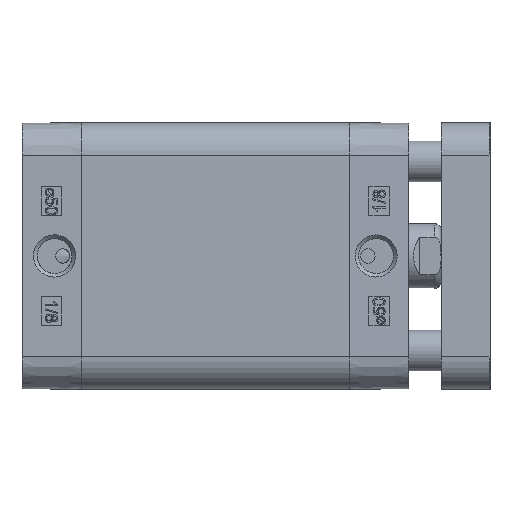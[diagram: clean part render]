
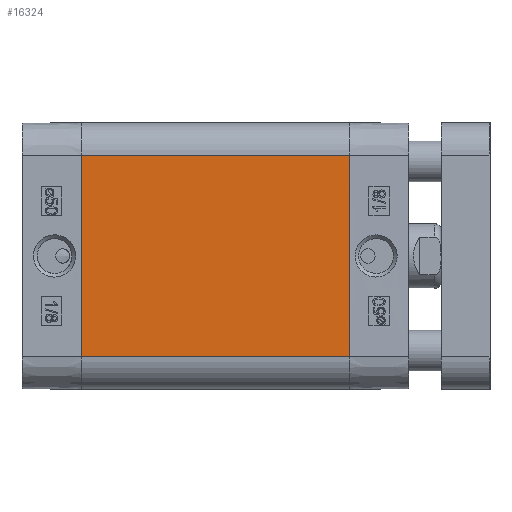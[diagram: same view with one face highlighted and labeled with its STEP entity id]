
A CAD part, left-side view. The second image highlights one B-rep face of the part: STEP entity #16324.
In plain terms, the highlighted planar face has unit normal (-1, 0, 0).
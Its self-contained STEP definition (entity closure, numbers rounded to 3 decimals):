
#12350=CARTESIAN_POINT('',(-32.75,-66.0,24.75));
#12351=VERTEX_POINT('',#12350);
#12358=CARTESIAN_POINT('',(-32.75,-66.0,-24.75));
#12359=VERTEX_POINT('',#12358);
#12360=CARTESIAN_POINT('',(-32.75,-66.0,-24.75));
#12361=DIRECTION('',(0.0,0.0,1.0));
#12362=VECTOR('',#12361,49.5);
#12363=LINE('',#12360,#12362);
#12364=EDGE_CURVE('',#12359,#12351,#12363,.T.);
#16282=CARTESIAN_POINT('',(-32.75,0.0,-24.75));
#16283=VERTEX_POINT('',#16282);
#16284=CARTESIAN_POINT('',(-32.75,0.0,-24.75));
#16285=DIRECTION('',(0.0,-1.0,0.0));
#16286=VECTOR('',#16285,66.0);
#16287=LINE('',#16284,#16286);
#16288=EDGE_CURVE('',#16283,#12359,#16287,.T.);
#16301=CARTESIAN_POINT('',(-32.75,0.0,-24.75));
#16302=DIRECTION('',(-1.0,0.0,0.0));
#16303=DIRECTION('',(0.0,0.0,1.0));
#16304=AXIS2_PLACEMENT_3D('',#16301,#16302,#16303);
#16305=PLANE('',#16304);
#16306=ORIENTED_EDGE('',*,*,#12364,.T.);
#16307=CARTESIAN_POINT('',(-32.75,0.0,24.75));
#16308=VERTEX_POINT('',#16307);
#16309=CARTESIAN_POINT('',(-32.75,0.0,24.75));
#16310=DIRECTION('',(0.0,-1.0,0.0));
#16311=VECTOR('',#16310,66.0);
#16312=LINE('',#16309,#16311);
#16313=EDGE_CURVE('',#16308,#12351,#16312,.T.);
#16314=ORIENTED_EDGE('',*,*,#16313,.F.);
#16315=CARTESIAN_POINT('',(-32.75,0.0,-24.75));
#16316=DIRECTION('',(0.0,0.0,1.0));
#16317=VECTOR('',#16316,49.5);
#16318=LINE('',#16315,#16317);
#16319=EDGE_CURVE('',#16283,#16308,#16318,.T.);
#16320=ORIENTED_EDGE('',*,*,#16319,.F.);
#16321=ORIENTED_EDGE('',*,*,#16288,.T.);
#16322=EDGE_LOOP('',(#16306,#16314,#16320,#16321));
#16323=FACE_OUTER_BOUND('',#16322,.T.);
#16324=ADVANCED_FACE('',(#16323),#16305,.T.);
